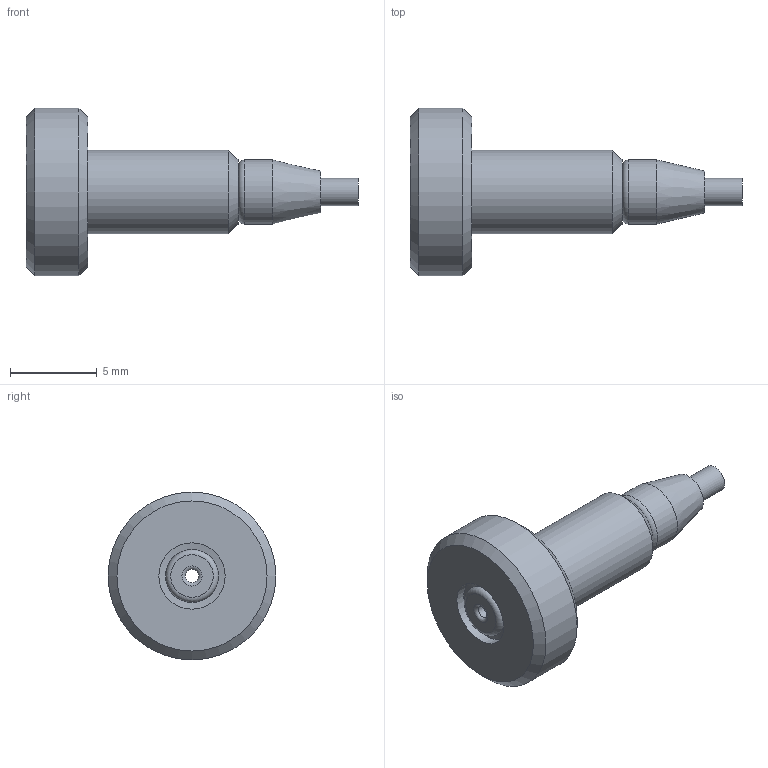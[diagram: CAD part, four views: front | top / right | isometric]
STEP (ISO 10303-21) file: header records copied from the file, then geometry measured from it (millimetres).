
FILE_DESCRIPTION((''),'2;1');
FILE_NAME('305091-C-VISF-1 Syringe fillport.stp','2010-04-08T11:30:02',('Franzp'),(''),'Autodesk Inventor 2009','Autodesk Inventor 2009','');
FILE_SCHEMA(('AUTOMOTIVE_DESIGN { 1 0 10303 214 1 1 1 1 }'));
Length unit declared in the file: millimetre
Products named in the file (4): 305091; 313153; 310163; 310162
Assembly tree (3 placements, depth 2):
  305091
    313153
    310163
    310162
Bounding box: 19.09 x 9.65 x 9.65 mm (x, y, z)
Volume: 437.4 mm3; surface area: 661.2 mm2
Topology: 3 solids, 3 shells, 25 faces, 45 edges, 28 vertices
Faces by surface type: plane 8, cylinder 6, cone 6, torus 3, bspline 2
Full cylindrical faces by diameter (mm): 1.575 x1, 1.72 x1, 3.683 x1, 3.81 x1, 4.826 x1, 9.652 x1
Entity records: 671 total; most frequent: CARTESIAN_POINT 116, DIRECTION 110, AXIS2_PLACEMENT_3D 55, ORIENTED_EDGE 50, EDGE_LOOP 50, VERTEX_POINT 25, CIRCLE 25, EDGE_CURVE 25
